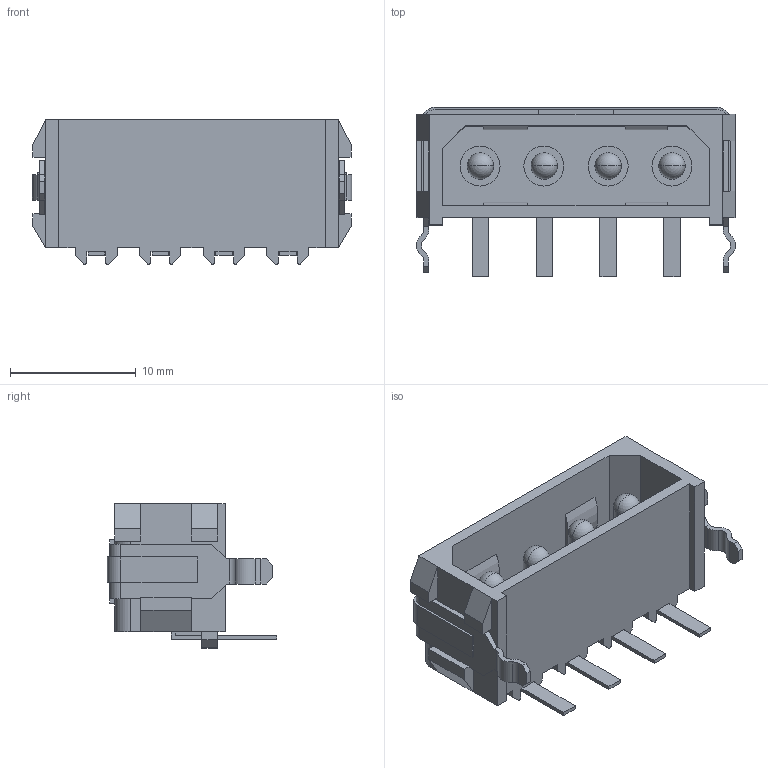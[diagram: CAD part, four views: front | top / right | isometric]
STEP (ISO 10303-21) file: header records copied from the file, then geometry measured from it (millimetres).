
FILE_DESCRIPTION((''),'2;1');
FILE_NAME('C-0174804-01-3','2007-09-04T',('workeradm'),('Tyco Electronics Corporation'),'PRO/ENGINEER BY PARAMETRIC TECHNOLOGY CORPORATION, 2005450','PRO/ENGINEER BY PARAMETRIC TECHNOLOGY CORPORATION, 2005450','');
FILE_SCHEMA(('CONFIG_CONTROL_DESIGN', 'GEOMETRIC_VALIDATION_PROPERTIES_MIM'));
Length unit declared in the file: millimetre
Products named in the file (1): C-0174804-01-3
Bounding box: 25.39 x 13.47 x 11.52 mm (x, y, z)
Volume: 1176.3 mm3; surface area: 2047 mm2
Topology: 1 solids, 1 shells, 243 faces, 678 edges, 438 vertices
Faces by surface type: plane 185, cylinder 50, sphere 8
Entity records: 7781 total; most frequent: CARTESIAN_POINT 1352, ORIENTED_EDGE 1340, DIRECTION 1264, EDGE_CURVE 670, VECTOR 562, LINE 562, VERTEX_POINT 438, AXIS2_PLACEMENT_3D 351
